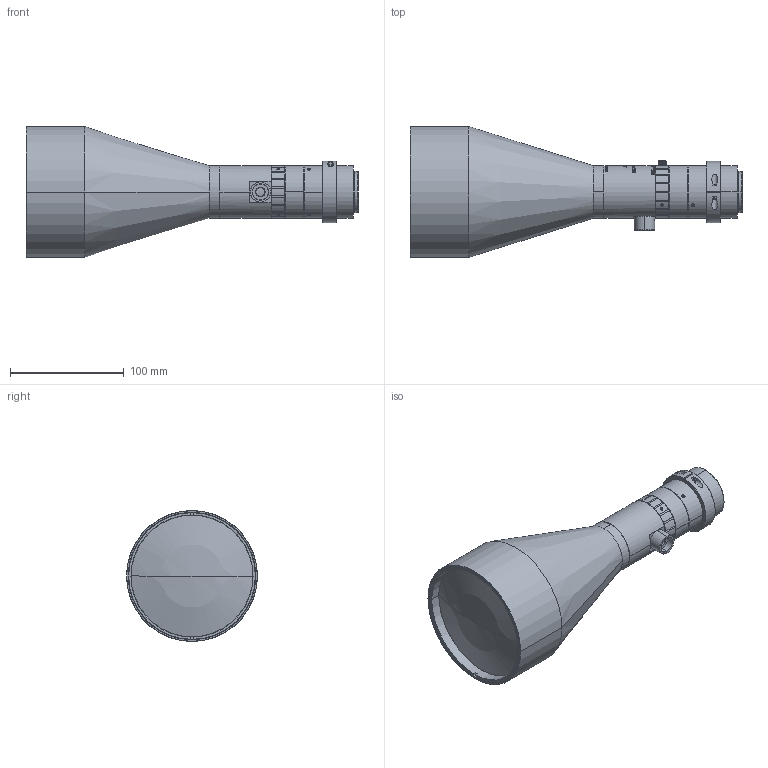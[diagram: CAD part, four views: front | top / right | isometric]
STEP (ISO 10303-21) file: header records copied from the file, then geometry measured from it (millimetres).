
FILE_DESCRIPTION((''),'2;1');
FILE_NAME('TC031250W_ASM_ASM','2020-05-12T',('Administrator'),(''),'PRO/ENGINEER BY PARAMETRIC TECHNOLOGY CORPORATION, 2014320','PRO/ENGINEER BY PARAMETRIC TECHNOLOGY CORPORATION, 2014320','');
FILE_SCHEMA(('CONFIG_CONTROL_DESIGN','SHAPE_APPEARANCE_LAYERS_GROUPS'));
Length unit declared in the file: millimetre
Products named in the file (18): MANIFOLD_SOLID_BREP_276; MANIFOLD_SOLID_BREP_2156; TC031250W-G_2_ASM; I255441W-602_40; I255441W-603_6; I255441W-604_5; I255441W-614_15; I255441W-608_5; I255441W-605_12; NUT_M3X3_1; I255441W-601_7; I255441W-606_4; I255441W-609_5; I255441W-607_4; NUT2_5X10_1; NUT2_5X4_1; TC031250W_ASM_107_ASM; TC031250W_ASM_ASM
Assembly tree (20 placements, depth 4):
  TC031250W_ASM_ASM
    TC031250W_ASM_107_ASM
      TC031250W-G_2_ASM
        MANIFOLD_SOLID_BREP_276
        MANIFOLD_SOLID_BREP_2156
      I255441W-602_40
      I255441W-603_6
      I255441W-604_5
      I255441W-614_15
      I255441W-608_5
      I255441W-605_12
      NUT_M3X3_1  x4
      I255441W-601_7
      I255441W-606_4
      I255441W-609_5
      I255441W-607_4
      NUT2_5X10_1
      NUT2_5X4_1
Bounding box: 291.37 x 115 x 115 mm (x, y, z)
Volume: 438645.1 mm3; surface area: 182402.5 mm2
Topology: 18 solids, 18 shells, 1669 faces, 4553 edges, 3028 vertices
Faces by surface type: cylinder 454, plane 435, extrusion 411, cone 269, bspline 88, sphere 8, torus 4
Entity records: 65532 total; most frequent: CARTESIAN_POINT 25207, ORIENTED_EDGE 8376, DIRECTION 6497, EDGE_CURVE 4188, VERTEX_POINT 2797, AXIS2_PLACEMENT_3D 2294, VECTOR 1909, B_SPLINE_CURVE_WITH_KNOTS 1905
